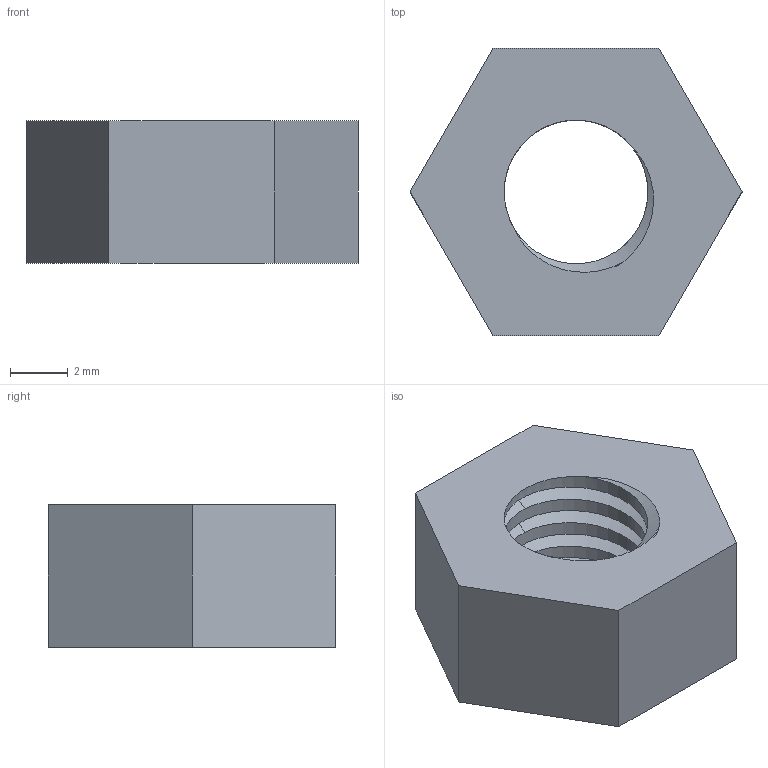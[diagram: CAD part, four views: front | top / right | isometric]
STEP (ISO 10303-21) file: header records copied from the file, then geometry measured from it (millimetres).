
FILE_DESCRIPTION(('FreeCAD Model'),'2;1');
FILE_NAME('Nut 6M-1.0.stp','2015-03-31T12:25:36' ,('FreeCAD'),('FreeCAD'),'Open CASCADE STEP processor 6.6','FreeCAD', 'Unknown');
FILE_SCHEMA(('AUTOMOTIVE_DESIGN_CC2 { 1 2 10303 214 -1 1 5 4 }'));
Length unit declared in the file: metre
Products named in the file (1): Nut_6M-1.0
Bounding box: 11.55 x 10 x 4.95 mm (x, y, z)
Volume: 322.5 mm3; surface area: 425.7 mm2
Topology: 1 solids, 1 shells, 24 faces, 62 edges, 40 vertices
Faces by surface type: bspline 10, plane 9, cylinder 5
Full cylindrical faces by diameter (mm): 5 x4
Entity records: 6170 total; most frequent: CARTESIAN_POINT 5107, ORIENTED_EDGE 124, PCURVE 124, DEFINITIONAL_REPRESENTATION 124, DIRECTION 117, B_SPLINE_CURVE_WITH_KNOTS 100, LINE 82, VECTOR 82
